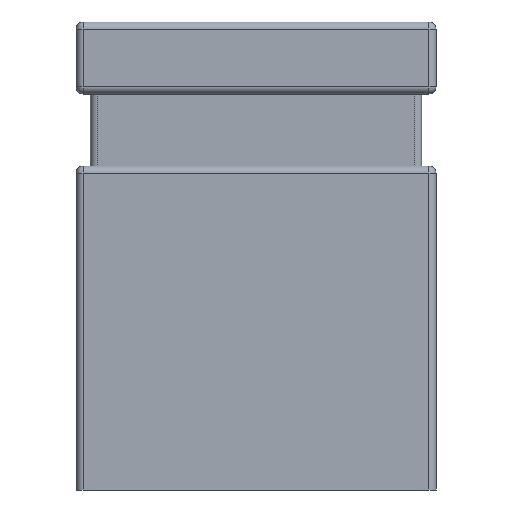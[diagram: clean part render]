
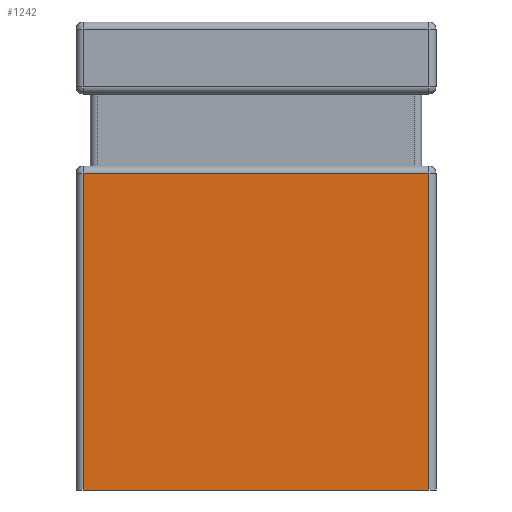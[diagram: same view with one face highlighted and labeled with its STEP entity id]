
A CAD part, left-side view. The second image highlights one B-rep face of the part: STEP entity #1242.
In plain terms, the highlighted planar face has unit normal (-1, 0, 0).
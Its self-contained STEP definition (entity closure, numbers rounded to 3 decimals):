
#1053 = VERTEX_POINT('',#1054);
#1054 = CARTESIAN_POINT('',(-1.2,1.12,7.));
#1061 = EDGE_CURVE('',#1053,#1062,#1064,.T.);
#1062 = VERTEX_POINT('',#1063);
#1063 = CARTESIAN_POINT('',(-1.2,-3.68,7.));
#1064 = LINE('',#1065,#1066);
#1065 = CARTESIAN_POINT('',(-1.2,1.12,7.));
#1066 = VECTOR('',#1067,1.);
#1067 = DIRECTION('',(0.,-1.,0.));
#1242 = ADVANCED_FACE('',(#1243),#1268,.F.);
#1243 = FACE_BOUND('',#1244,.F.);
#1244 = EDGE_LOOP('',(#1245,#1253,#1254,#1262));
#1245 = ORIENTED_EDGE('',*,*,#1246,.T.);
#1246 = EDGE_CURVE('',#1247,#1053,#1249,.T.);
#1247 = VERTEX_POINT('',#1248);
#1248 = CARTESIAN_POINT('',(-1.2,1.12,2.6));
#1249 = LINE('',#1250,#1251);
#1250 = CARTESIAN_POINT('',(-1.2,1.12,2.6));
#1251 = VECTOR('',#1252,1.);
#1252 = DIRECTION('',(0.,0.,1.));
#1253 = ORIENTED_EDGE('',*,*,#1061,.T.);
#1254 = ORIENTED_EDGE('',*,*,#1255,.F.);
#1255 = EDGE_CURVE('',#1256,#1062,#1258,.T.);
#1256 = VERTEX_POINT('',#1257);
#1257 = CARTESIAN_POINT('',(-1.2,-3.68,2.6));
#1258 = LINE('',#1259,#1260);
#1259 = CARTESIAN_POINT('',(-1.2,-3.68,2.6));
#1260 = VECTOR('',#1261,1.);
#1261 = DIRECTION('',(0.,0.,1.));
#1262 = ORIENTED_EDGE('',*,*,#1263,.F.);
#1263 = EDGE_CURVE('',#1247,#1256,#1264,.T.);
#1264 = LINE('',#1265,#1266);
#1265 = CARTESIAN_POINT('',(-1.2,1.22,2.6));
#1266 = VECTOR('',#1267,1.);
#1267 = DIRECTION('',(0.,-1.,0.));
#1268 = PLANE('',#1269);
#1269 = AXIS2_PLACEMENT_3D('',#1270,#1271,#1272);
#1270 = CARTESIAN_POINT('',(-1.2,1.22,2.6));
#1271 = DIRECTION('',(1.,0.,0.));
#1272 = DIRECTION('',(0.,-1.,0.));
